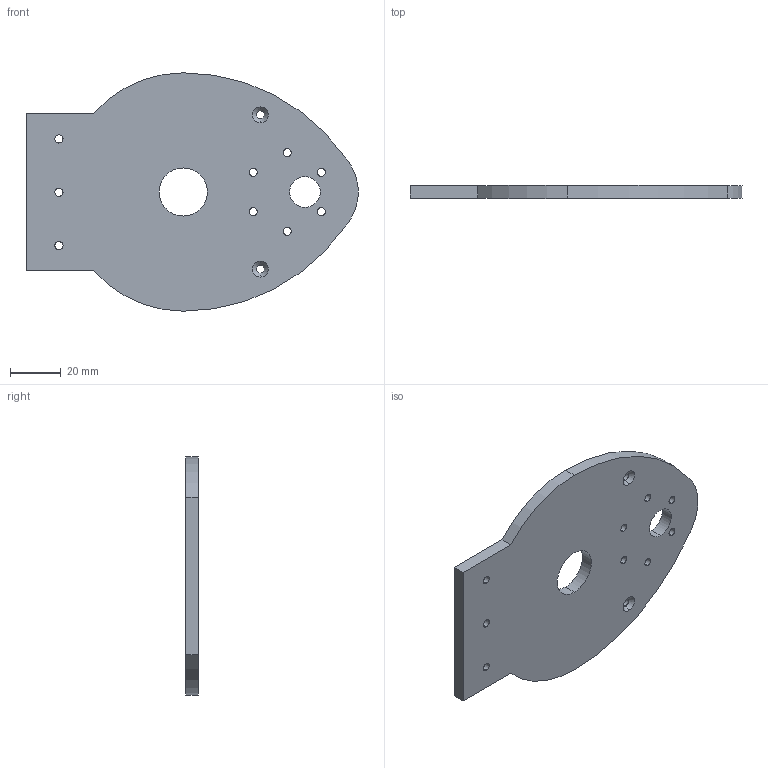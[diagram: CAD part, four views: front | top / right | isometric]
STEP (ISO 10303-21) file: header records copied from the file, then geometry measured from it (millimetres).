
FILE_DESCRIPTION (( 'STEP AP214' ), '1' );
FILE_NAME ('upper_base_plate.step', '2023-05-17T11:20:00', ( '' ), ( '' ), 'SwSTEP 2.0', 'SolidWorks 2022', '' );
FILE_SCHEMA (( 'AUTOMOTIVE_DESIGN' ));
Length unit declared in the file: millimetre
Products named in the file (1): upper_base_plate
Bounding box: 130.93 x 5 x 94 mm (x, y, z)
Volume: 44688.9 mm3; surface area: 20796.7 mm2
Topology: 1 solids, 1 shells, 54 faces, 138 edges, 86 vertices
Faces by surface type: cylinder 31, cone 18, plane 5
Entity records: 1898 total; most frequent: DIRECTION 328, CARTESIAN_POINT 279, ORIENTED_EDGE 276, EDGE_CURVE 138, AXIS2_PLACEMENT_3D 135, VERTEX_POINT 86, EDGE_LOOP 80, CIRCLE 80
